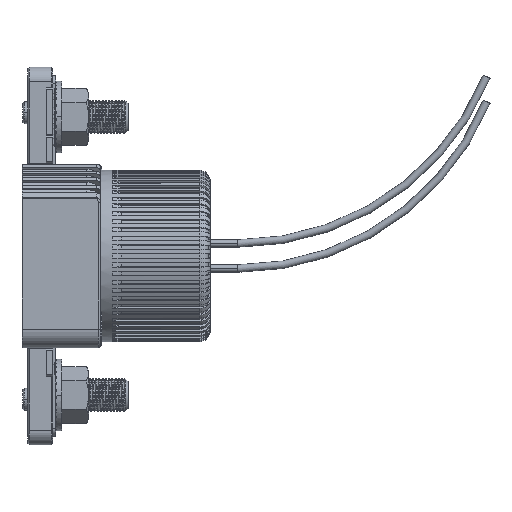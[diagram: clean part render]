
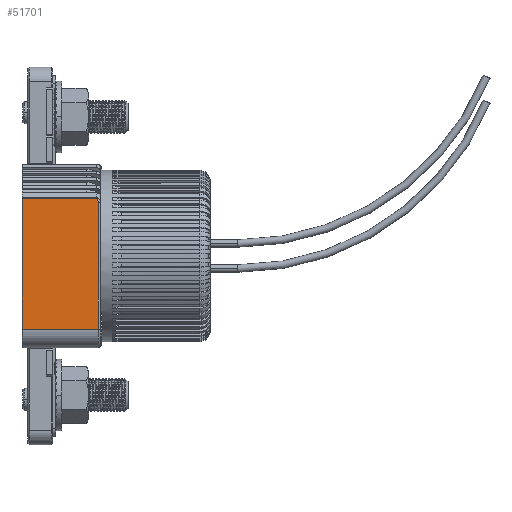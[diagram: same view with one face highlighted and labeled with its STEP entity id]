
A CAD part, left-side view. The second image highlights one B-rep face of the part: STEP entity #51701.
In plain terms, the highlighted planar face has unit normal (-1, 0, 0).
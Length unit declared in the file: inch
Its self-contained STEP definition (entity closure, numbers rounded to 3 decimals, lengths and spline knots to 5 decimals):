
#629 = CARTESIAN_POINT ( 'NONE',  ( -1.1, 2.254, -0.875 ) ) ;
#2416 = VERTEX_POINT ( 'NONE', #6134 ) ;
#2804 = LINE ( 'NONE', #38325, #93654 ) ;
#4846 = CARTESIAN_POINT ( 'NONE',  ( -1.1, 1.34, -0.875 ) ) ;
#5458 = ORIENTED_EDGE ( 'NONE', *, *, #38061, .T. ) ;
#5754 = CARTESIAN_POINT ( 'NONE',  ( -1.1, 1.34469, 0.66598 ) ) ;
#6134 = CARTESIAN_POINT ( 'NONE',  ( -1.1, 2.254, 0.68557 ) ) ;
#6203 = EDGE_CURVE ( 'NONE', #9932, #2416, #38843, .T. ) ;
#8183 = VERTEX_POINT ( 'NONE', #79629 ) ;
#9932 = VERTEX_POINT ( 'NONE', #89533 ) ;
#11213 = ORIENTED_EDGE ( 'NONE', *, *, #74258, .T. ) ;
#12463 = AXIS2_PLACEMENT_3D ( 'NONE', #75024, #14061, #85258 ) ;
#14061 = DIRECTION ( 'NONE',  ( 1., 0., 0. ) ) ;
#15985 = CARTESIAN_POINT ( 'NONE',  ( -1.1, 1.34481, 0.66631 ) ) ;
#18883 = VERTEX_POINT ( 'NONE', #31293 ) ;
#20375 = CARTESIAN_POINT ( 'NONE',  ( -1.1, 1.4, -0.875 ) ) ;
#23824 = PLANE ( 'NONE',  #12463 ) ;
#26191 = CARTESIAN_POINT ( 'NONE',  ( -1.1, 1.35637, 0.68524 ) ) ;
#27451 = ORIENTED_EDGE ( 'NONE', *, *, #35945, .T. ) ;
#31293 = CARTESIAN_POINT ( 'NONE',  ( -1.1, 1.34, 0.63787 ) ) ;
#33555 = VERTEX_POINT ( 'NONE', #4846 ) ;
#35945 = EDGE_CURVE ( 'NONE', #18883, #8183, #92093, .T. ) ;
#38061 = EDGE_CURVE ( 'NONE', #9932, #33555, #106532, .T. ) ;
#38325 = CARTESIAN_POINT ( 'NONE',  ( -1.1, 1.34, -0.875 ) ) ;
#38843 = LINE ( 'NONE', #629, #89918 ) ;
#40779 = VECTOR ( 'NONE', #60596, 39.37008 ) ;
#44017 = LINE ( 'NONE', #80665, #40779 ) ;
#46174 = CARTESIAN_POINT ( 'NONE',  ( -1.1, 1.34064, 0.65084 ) ) ;
#50382 = ORIENTED_EDGE ( 'NONE', *, *, #90086, .T. ) ;
#51701 = ADVANCED_FACE ( 'NONE', ( #105601 ), #23824, .F. ) ;
#56024 = EDGE_LOOP ( 'NONE', ( #27451, #50382, #79488, #5458, #11213 ) ) ;
#56455 = CARTESIAN_POINT ( 'NONE',  ( -1.1, 1.34357, 0.66278 ) ) ;
#60596 = DIRECTION ( 'NONE',  ( 0., 1., 0. ) ) ;
#61597 = DIRECTION ( 'NONE',  ( 0., 0., 1. ) ) ;
#66703 = CARTESIAN_POINT ( 'NONE',  ( -1.1, 1.34454, 0.66558 ) ) ;
#74258 = EDGE_CURVE ( 'NONE', #33555, #18883, #2804, .T. ) ;
#75024 = CARTESIAN_POINT ( 'NONE',  ( -1.1, 1.4, -0.875 ) ) ;
#76517 = CARTESIAN_POINT ( 'NONE',  ( -1.1, 1.34, 0.63787 ) ) ;
#76967 = CARTESIAN_POINT ( 'NONE',  ( -1.1, 1.34479, 0.66624 ) ) ;
#79402 = VECTOR ( 'NONE', #81352, 39.37008 ) ;
#79488 = ORIENTED_EDGE ( 'NONE', *, *, #6203, .F. ) ;
#79629 = CARTESIAN_POINT ( 'NONE',  ( -1.1, 1.365, 0.68557 ) ) ;
#80665 = CARTESIAN_POINT ( 'NONE',  ( -1.1, 1.4, 0.68557 ) ) ;
#81352 = DIRECTION ( 'NONE',  ( 0., -1., 0. ) ) ;
#85258 = DIRECTION ( 'NONE',  ( 0., 0., -1. ) ) ;
#86794 = CARTESIAN_POINT ( 'NONE',  ( -1.1, 1.34002, 0.64324 ) ) ;
#87210 = CARTESIAN_POINT ( 'NONE',  ( -1.1, 1.34967, 0.67889 ) ) ;
#89533 = CARTESIAN_POINT ( 'NONE',  ( -1.1, 2.254, -0.875 ) ) ;
#89918 = VECTOR ( 'NONE', #61597, 39.37008 ) ;
#90086 = EDGE_CURVE ( 'NONE', #8183, #2416, #44017, .T. ) ;
#92093 = B_SPLINE_CURVE_WITH_KNOTS ( 'NONE', 3,
 ( #76517, #86794, #46174, #117494, #56455, #127766, #66703, #5754, #76967, #15985, #87210, #26191, #97470 ),
 .UNSPECIFIED., .F., .F.,
 ( 4, 1, 1, 1, 1, 1, 2, 2, 4 ),
 ( 0., 0.25, 0.375, 0.4375, 0.46875, 0.48437, 0.49219, 0.5, 1. ),
 .UNSPECIFIED. ) ;
#93654 = VECTOR ( 'NONE', #109669, 39.37008 ) ;
#97470 = CARTESIAN_POINT ( 'NONE',  ( -1.1, 1.365, 0.68557 ) ) ;
#105601 = FACE_OUTER_BOUND ( 'NONE', #56024, .T. ) ;
#106532 = LINE ( 'NONE', #20375, #79402 ) ;
#109669 = DIRECTION ( 'NONE',  ( 0., 0., 1. ) ) ;
#117494 = CARTESIAN_POINT ( 'NONE',  ( -1.1, 1.34242, 0.65893 ) ) ;
#127766 = CARTESIAN_POINT ( 'NONE',  ( -1.1, 1.34421, 0.66466 ) ) ;
